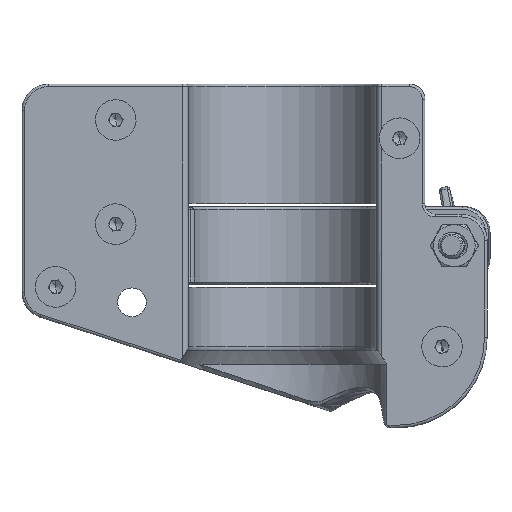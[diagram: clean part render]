
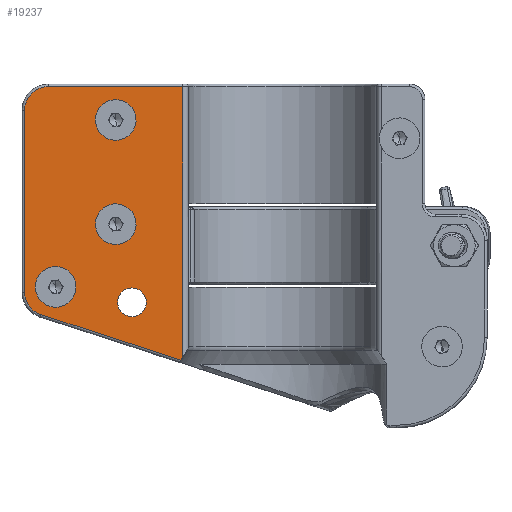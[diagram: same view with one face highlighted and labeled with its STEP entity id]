
A CAD part, front view. The second image highlights one B-rep face of the part: STEP entity #19237.
In plain terms, the highlighted planar face has unit normal (0, -1, 0).
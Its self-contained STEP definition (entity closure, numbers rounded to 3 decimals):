
#67 = AXIS2_PLACEMENT_3D ( 'NONE', #1750, #16641, #3385 ) ;
#70 = VERTEX_POINT ( 'NONE', #10865 ) ;
#91 = DIRECTION ( 'NONE',  ( 0., 0., -1. ) ) ;
#363 = CIRCLE ( 'NONE', #19924, 2.05 ) ;
#369 = VERTEX_POINT ( 'NONE', #24136 ) ;
#445 = DIRECTION ( 'NONE',  ( 0., 0., -1. ) ) ;
#472 = ORIENTED_EDGE ( 'NONE', *, *, #22583, .T. ) ;
#578 = DIRECTION ( 'NONE',  ( 0., 0., 1. ) ) ;
#587 = EDGE_CURVE ( 'NONE', #22299, #70, #17620, .T. ) ;
#1069 = VERTEX_POINT ( 'NONE', #8903 ) ;
#1104 = EDGE_CURVE ( 'NONE', #19086, #24260, #1175, .T. ) ;
#1137 = ORIENTED_EDGE ( 'NONE', *, *, #8440, .T. ) ;
#1175 = CIRCLE ( 'NONE', #11160, 2.05 ) ;
#1280 = AXIS2_PLACEMENT_3D ( 'NONE', #18146, #18019, #2502 ) ;
#1750 = CARTESIAN_POINT ( 'NONE',  ( -32., -10., -26.881 ) ) ;
#1769 = DIRECTION ( 'NONE',  ( 0., -1., 0. ) ) ;
#1939 = CARTESIAN_POINT ( 'NONE',  ( -46.391, -10., -44.24 ) ) ;
#2502 = DIRECTION ( 'NONE',  ( 0., 0., 1. ) ) ;
#2688 = FACE_BOUND ( 'NONE', #8293, .T. ) ;
#2690 = EDGE_LOOP ( 'NONE', ( #5030, #472 ) ) ;
#3011 = CARTESIAN_POINT ( 'NONE',  ( -45., -10., -39.96 ) ) ;
#3134 = CARTESIAN_POINT ( 'NONE',  ( -28.9, -10., -39.126 ) ) ;
#3135 = DIRECTION ( 'NONE',  ( 0., 0., -1. ) ) ;
#3200 = DIRECTION ( 'NONE',  ( 0., 0., -1. ) ) ;
#3239 = AXIS2_PLACEMENT_3D ( 'NONE', #9773, #9283, #13413 ) ;
#3377 = ORIENTED_EDGE ( 'NONE', *, *, #15063, .T. ) ;
#3385 = DIRECTION ( 'NONE',  ( 0., 0., -1. ) ) ;
#3560 = EDGE_LOOP ( 'NONE', ( #6419, #16872 ) ) ;
#3899 = DIRECTION ( 'NONE',  ( 0., 0., -1. ) ) ;
#4225 = FACE_BOUND ( 'NONE', #2690, .T. ) ;
#4381 = CARTESIAN_POINT ( 'NONE',  ( -49.5, -10., -66. ) ) ;
#4469 = PLANE ( 'NONE',  #17251 ) ;
#4811 = EDGE_CURVE ( 'NONE', #19068, #9770, #14260, .T. ) ;
#5030 = ORIENTED_EDGE ( 'NONE', *, *, #15769, .T. ) ;
#5246 = CARTESIAN_POINT ( 'NONE',  ( -32., -10., -24.831 ) ) ;
#5336 = CARTESIAN_POINT ( 'NONE',  ( -49.5, -10., -5. ) ) ;
#5377 = DIRECTION ( 'NONE',  ( -1., 0., 0. ) ) ;
#5469 = LINE ( 'NONE', #18979, #11132 ) ;
#5484 = CARTESIAN_POINT ( 'NONE',  ( -43.539, -10., -36.885 ) ) ;
#5671 = CARTESIAN_POINT ( 'NONE',  ( -43.539, -10., -38.935 ) ) ;
#5985 = EDGE_CURVE ( 'NONE', #11394, #22299, #5469, .T. ) ;
#6419 = ORIENTED_EDGE ( 'NONE', *, *, #22442, .F. ) ;
#6762 = CIRCLE ( 'NONE', #22738, 2.05 ) ;
#6826 = AXIS2_PLACEMENT_3D ( 'NONE', #9383, #13398, #17028 ) ;
#7788 = ORIENTED_EDGE ( 'NONE', *, *, #587, .T. ) ;
#7991 = CIRCLE ( 'NONE', #8785, 2.05 ) ;
#8032 = VECTOR ( 'NONE', #5377, 1000. ) ;
#8169 = VERTEX_POINT ( 'NONE', #3134 ) ;
#8293 = EDGE_LOOP ( 'NONE', ( #8608, #16526 ) ) ;
#8308 = CARTESIAN_POINT ( 'NONE',  ( -19.64, -10., -52.932 ) ) ;
#8440 = EDGE_CURVE ( 'NONE', #20316, #19068, #17285, .T. ) ;
#8450 = FACE_BOUND ( 'NONE', #17315, .T. ) ;
#8608 = ORIENTED_EDGE ( 'NONE', *, *, #13237, .F. ) ;
#8746 = EDGE_CURVE ( 'NONE', #70, #1069, #16736, .T. ) ;
#8785 = AXIS2_PLACEMENT_3D ( 'NONE', #14055, #15813, #13582 ) ;
#8903 = CARTESIAN_POINT ( 'NONE',  ( -45., -10., -0.5 ) ) ;
#9055 = CARTESIAN_POINT ( 'NONE',  ( -45., -10., -5. ) ) ;
#9166 = VECTOR ( 'NONE', #578, 1000. ) ;
#9283 = DIRECTION ( 'NONE',  ( 0., -1., 0. ) ) ;
#9337 = VERTEX_POINT ( 'NONE', #13895 ) ;
#9383 = CARTESIAN_POINT ( 'NONE',  ( -28.9, -10., -41.876 ) ) ;
#9678 = CIRCLE ( 'NONE', #1280, 2.75 ) ;
#9770 = VERTEX_POINT ( 'NONE', #1939 ) ;
#9773 = CARTESIAN_POINT ( 'NONE',  ( -32., -10., -6.881 ) ) ;
#10063 = DIRECTION ( 'NONE',  ( 0.951, 0., -0.309 ) ) ;
#10627 = CARTESIAN_POINT ( 'NONE',  ( -19.1, -10., -52.337 ) ) ;
#10633 = DIRECTION ( 'NONE',  ( 0., 0., -1. ) ) ;
#10649 = ORIENTED_EDGE ( 'NONE', *, *, #13357, .F. ) ;
#10797 = VECTOR ( 'NONE', #10063, 1000. ) ;
#10865 = CARTESIAN_POINT ( 'NONE',  ( -19.1, -10., -0.5 ) ) ;
#11006 = DIRECTION ( 'NONE',  ( 0., -1., 0. ) ) ;
#11132 = VECTOR ( 'NONE', #14963, 1000. ) ;
#11160 = AXIS2_PLACEMENT_3D ( 'NONE', #5671, #1769, #11644 ) ;
#11181 = AXIS2_PLACEMENT_3D ( 'NONE', #9055, #24708, #3200 ) ;
#11201 = ORIENTED_EDGE ( 'NONE', *, *, #18866, .F. ) ;
#11316 = ORIENTED_EDGE ( 'NONE', *, *, #5985, .T. ) ;
#11394 = VERTEX_POINT ( 'NONE', #13554 ) ;
#11644 = DIRECTION ( 'NONE',  ( 0., 0., -1. ) ) ;
#11822 = DIRECTION ( 'NONE',  ( 0., -1., 0. ) ) ;
#12863 = CARTESIAN_POINT ( 'NONE',  ( -45., -10., -0.5 ) ) ;
#13237 = EDGE_CURVE ( 'NONE', #24260, #19086, #6762, .T. ) ;
#13357 = EDGE_CURVE ( 'NONE', #369, #24155, #363, .T. ) ;
#13398 = DIRECTION ( 'NONE',  ( 0., 1., 0. ) ) ;
#13413 = DIRECTION ( 'NONE',  ( 0., 0., -1. ) ) ;
#13554 = CARTESIAN_POINT ( 'NONE',  ( -19.513, -10., -52.973 ) ) ;
#13582 = DIRECTION ( 'NONE',  ( 0., 0., -1. ) ) ;
#13895 = CARTESIAN_POINT ( 'NONE',  ( -32., -10., -28.931 ) ) ;
#14055 = CARTESIAN_POINT ( 'NONE',  ( -32., -10., -26.881 ) ) ;
#14260 = CIRCLE ( 'NONE', #23471, 4.5 ) ;
#14637 = CARTESIAN_POINT ( 'NONE',  ( -32., -10., -6.881 ) ) ;
#14707 = ORIENTED_EDGE ( 'NONE', *, *, #17808, .T. ) ;
#14963 = DIRECTION ( 'NONE',  ( 0.545, 0., 0.839 ) ) ;
#15063 = EDGE_CURVE ( 'NONE', #1069, #20316, #21985, .T. ) ;
#15769 = EDGE_CURVE ( 'NONE', #8169, #23966, #21215, .T. ) ;
#15813 = DIRECTION ( 'NONE',  ( 0., -1., 0. ) ) ;
#15951 = CARTESIAN_POINT ( 'NONE',  ( -50., -10., -66. ) ) ;
#16040 = EDGE_LOOP ( 'NONE', ( #24653, #14707, #11316, #7788, #23982, #3377, #1137 ) ) ;
#16526 = ORIENTED_EDGE ( 'NONE', *, *, #1104, .F. ) ;
#16568 = EDGE_CURVE ( 'NONE', #18998, #9337, #7991, .T. ) ;
#16641 = DIRECTION ( 'NONE',  ( 0., -1., 0. ) ) ;
#16736 = LINE ( 'NONE', #12863, #8032 ) ;
#16872 = ORIENTED_EDGE ( 'NONE', *, *, #16568, .F. ) ;
#17028 = DIRECTION ( 'NONE',  ( 0., 0., 1. ) ) ;
#17251 = AXIS2_PLACEMENT_3D ( 'NONE', #15951, #11822, #445 ) ;
#17285 = LINE ( 'NONE', #4381, #18817 ) ;
#17315 = EDGE_LOOP ( 'NONE', ( #10649, #11201 ) ) ;
#17620 = LINE ( 'NONE', #21610, #9166 ) ;
#17808 = EDGE_CURVE ( 'NONE', #9770, #11394, #17948, .T. ) ;
#17948 = LINE ( 'NONE', #8308, #10797 ) ;
#18019 = DIRECTION ( 'NONE',  ( 0., 1., 0. ) ) ;
#18146 = CARTESIAN_POINT ( 'NONE',  ( -28.9, -10., -41.876 ) ) ;
#18539 = DIRECTION ( 'NONE',  ( 0., -1., 0. ) ) ;
#18817 = VECTOR ( 'NONE', #3899, 1000. ) ;
#18866 = EDGE_CURVE ( 'NONE', #24155, #369, #19595, .T. ) ;
#18979 = CARTESIAN_POINT ( 'NONE',  ( -20.05, -10., -53.8 ) ) ;
#18998 = VERTEX_POINT ( 'NONE', #5246 ) ;
#19014 = CARTESIAN_POINT ( 'NONE',  ( -43.539, -10., -40.985 ) ) ;
#19068 = VERTEX_POINT ( 'NONE', #20986 ) ;
#19086 = VERTEX_POINT ( 'NONE', #5484 ) ;
#19237 = ADVANCED_FACE ( 'NONE', ( #23466, #2688, #8450, #21463, #4225 ), #4469, .T. ) ;
#19595 = CIRCLE ( 'NONE', #3239, 2.05 ) ;
#19924 = AXIS2_PLACEMENT_3D ( 'NONE', #14637, #18539, #91 ) ;
#20016 = DIRECTION ( 'NONE',  ( 0., -1., 0. ) ) ;
#20316 = VERTEX_POINT ( 'NONE', #5336 ) ;
#20986 = CARTESIAN_POINT ( 'NONE',  ( -49.5, -10., -39.96 ) ) ;
#21215 = CIRCLE ( 'NONE', #6826, 2.75 ) ;
#21463 = FACE_BOUND ( 'NONE', #3560, .T. ) ;
#21610 = CARTESIAN_POINT ( 'NONE',  ( -19.1, -10., -66. ) ) ;
#21651 = CIRCLE ( 'NONE', #67, 2.05 ) ;
#21656 = CARTESIAN_POINT ( 'NONE',  ( -28.9, -10., -44.626 ) ) ;
#21985 = CIRCLE ( 'NONE', #11181, 4.5 ) ;
#22258 = CARTESIAN_POINT ( 'NONE',  ( -32., -10., -4.831 ) ) ;
#22299 = VERTEX_POINT ( 'NONE', #10627 ) ;
#22442 = EDGE_CURVE ( 'NONE', #9337, #18998, #21651, .T. ) ;
#22583 = EDGE_CURVE ( 'NONE', #23966, #8169, #9678, .T. ) ;
#22738 = AXIS2_PLACEMENT_3D ( 'NONE', #24160, #11006, #3135 ) ;
#23466 = FACE_OUTER_BOUND ( 'NONE', #16040, .T. ) ;
#23471 = AXIS2_PLACEMENT_3D ( 'NONE', #3011, #20016, #10633 ) ;
#23966 = VERTEX_POINT ( 'NONE', #21656 ) ;
#23982 = ORIENTED_EDGE ( 'NONE', *, *, #8746, .T. ) ;
#24136 = CARTESIAN_POINT ( 'NONE',  ( -32., -10., -8.931 ) ) ;
#24155 = VERTEX_POINT ( 'NONE', #22258 ) ;
#24160 = CARTESIAN_POINT ( 'NONE',  ( -43.539, -10., -38.935 ) ) ;
#24260 = VERTEX_POINT ( 'NONE', #19014 ) ;
#24653 = ORIENTED_EDGE ( 'NONE', *, *, #4811, .T. ) ;
#24708 = DIRECTION ( 'NONE',  ( 0., -1., 0. ) ) ;
